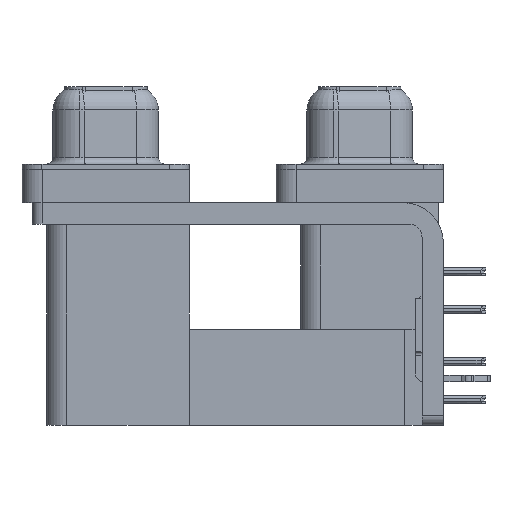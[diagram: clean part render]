
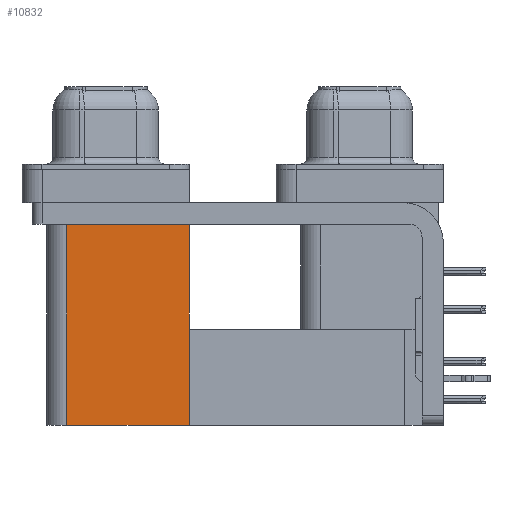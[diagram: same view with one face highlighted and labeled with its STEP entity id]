
A CAD part, left-side view. The second image highlights one B-rep face of the part: STEP entity #10832.
In plain terms, the highlighted planar face has unit normal (-1, 0, 0).
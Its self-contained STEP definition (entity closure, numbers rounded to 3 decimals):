
#765 = PLANE ( 'NONE',  #42129 ) ;
#4326 = VERTEX_POINT ( 'NONE', #26042 ) ;
#6806 = ORIENTED_EDGE ( 'NONE', *, *, #39165, .F. ) ;
#8371 = CARTESIAN_POINT ( 'NONE',  ( 3.765, 12.775, -19.2 ) ) ;
#8890 = VERTEX_POINT ( 'NONE', #37099 ) ;
#9173 = CARTESIAN_POINT ( 'NONE',  ( 3.765, 21.975, -19.2 ) ) ;
#10832 = ADVANCED_FACE ( 'NONE', ( #35950 ), #765, .F. ) ;
#12249 = CARTESIAN_POINT ( 'NONE',  ( 3.765, 12.775, -19.2 ) ) ;
#12595 = DIRECTION ( 'NONE',  ( 0., 0., -1. ) ) ;
#16892 = VECTOR ( 'NONE', #46905, 1000. ) ;
#17442 = ORIENTED_EDGE ( 'NONE', *, *, #33268, .T. ) ;
#23628 = CARTESIAN_POINT ( 'NONE',  ( 3.765, 21.975, -2.5 ) ) ;
#24010 = DIRECTION ( 'NONE',  ( 0., 1., 0. ) ) ;
#24026 = VERTEX_POINT ( 'NONE', #23628 ) ;
#24826 = ORIENTED_EDGE ( 'NONE', *, *, #45487, .F. ) ;
#26042 = CARTESIAN_POINT ( 'NONE',  ( 3.765, 12.775, -19.2 ) ) ;
#26284 = DIRECTION ( 'NONE',  ( 0., 1., 0. ) ) ;
#26887 = VECTOR ( 'NONE', #27150, 1000. ) ;
#27150 = DIRECTION ( 'NONE',  ( 0., 0., 1. ) ) ;
#27847 = LINE ( 'NONE', #8371, #47085 ) ;
#30752 = LINE ( 'NONE', #50484, #26887 ) ;
#31516 = LINE ( 'NONE', #12249, #16892 ) ;
#32120 = CARTESIAN_POINT ( 'NONE',  ( 3.765, 12.775, -19.2 ) ) ;
#33268 = EDGE_CURVE ( 'NONE', #8890, #24026, #50140, .T. ) ;
#35950 = FACE_OUTER_BOUND ( 'NONE', #47212, .T. ) ;
#36486 = VECTOR ( 'NONE', #26284, 1000. ) ;
#37099 = CARTESIAN_POINT ( 'NONE',  ( 3.765, 12.775, -2.5 ) ) ;
#39165 = EDGE_CURVE ( 'NONE', #4326, #50601, #27847, .T. ) ;
#42129 = AXIS2_PLACEMENT_3D ( 'NONE', #32120, #47749, #12595 ) ;
#43215 = EDGE_CURVE ( 'NONE', #4326, #8890, #31516, .T. ) ;
#45487 = EDGE_CURVE ( 'NONE', #50601, #24026, #30752, .T. ) ;
#46393 = ORIENTED_EDGE ( 'NONE', *, *, #43215, .T. ) ;
#46905 = DIRECTION ( 'NONE',  ( 0., 0., 1. ) ) ;
#47085 = VECTOR ( 'NONE', #24010, 1000. ) ;
#47212 = EDGE_LOOP ( 'NONE', ( #17442, #24826, #6806, #46393 ) ) ;
#47749 = DIRECTION ( 'NONE',  ( 1., 0., 0. ) ) ;
#49629 = CARTESIAN_POINT ( 'NONE',  ( 3.765, 12.775, -2.5 ) ) ;
#50140 = LINE ( 'NONE', #49629, #36486 ) ;
#50484 = CARTESIAN_POINT ( 'NONE',  ( 3.765, 21.975, -19.2 ) ) ;
#50601 = VERTEX_POINT ( 'NONE', #9173 ) ;
